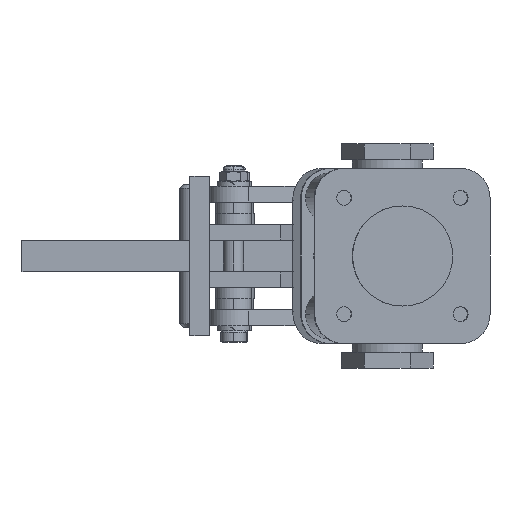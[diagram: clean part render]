
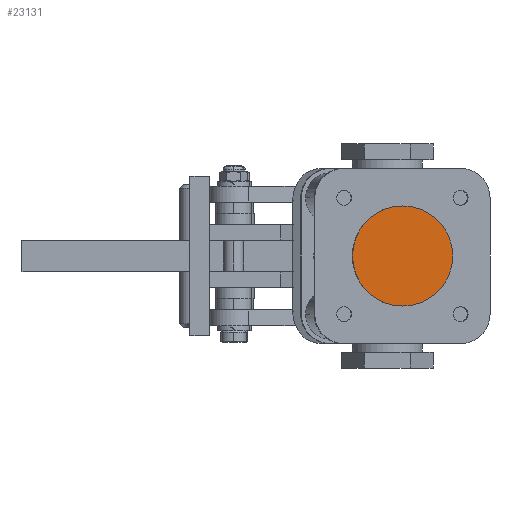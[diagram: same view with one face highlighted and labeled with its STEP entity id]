
A CAD part, front view. The second image highlights one B-rep face of the part: STEP entity #23131.
In plain terms, the highlighted planar face has unit normal (0.026, -1, 0).
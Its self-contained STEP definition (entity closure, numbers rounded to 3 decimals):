
#399 = VERTEX_POINT ( 'NONE', #2762 ) ;
#1675 = CARTESIAN_POINT ( 'NONE',  ( 405.176, -181.221, 0. ) ) ;
#2762 = CARTESIAN_POINT ( 'NONE',  ( 365.19, -182.259, 0. ) ) ;
#3016 = EDGE_CURVE ( 'NONE', #399, #11961, #14271, .T. ) ;
#4754 = EDGE_LOOP ( 'NONE', ( #15226, #17909 ) ) ;
#7862 = DIRECTION ( 'NONE',  ( -0.026, 1., 0. ) ) ;
#8933 = CARTESIAN_POINT ( 'NONE',  ( 385.183, -181.74, 0. ) ) ;
#9504 = AXIS2_PLACEMENT_3D ( 'NONE', #21710, #10022, #23642 ) ;
#10022 = DIRECTION ( 'NONE',  ( -0.026, 1., 0. ) ) ;
#10872 = DIRECTION ( 'NONE',  ( 1., 0.026, 0. ) ) ;
#11719 = PLANE ( 'NONE',  #20082 ) ;
#11961 = VERTEX_POINT ( 'NONE', #1675 ) ;
#12322 = AXIS2_PLACEMENT_3D ( 'NONE', #8933, #22572, #10872 ) ;
#12693 = EDGE_CURVE ( 'NONE', #11961, #399, #19230, .T. ) ;
#14271 = CIRCLE ( 'NONE', #12322, 20. ) ;
#15226 = ORIENTED_EDGE ( 'NONE', *, *, #12693, .F. ) ;
#15623 = CARTESIAN_POINT ( 'NONE',  ( 365.19, -182.259, 0. ) ) ;
#17909 = ORIENTED_EDGE ( 'NONE', *, *, #3016, .F. ) ;
#19230 = CIRCLE ( 'NONE', #9504, 20. ) ;
#20082 = AXIS2_PLACEMENT_3D ( 'NONE', #15623, #7862, #21528 ) ;
#21255 = FACE_OUTER_BOUND ( 'NONE', #4754, .T. ) ;
#21528 = DIRECTION ( 'NONE',  ( -1., -0.026, 0. ) ) ;
#21710 = CARTESIAN_POINT ( 'NONE',  ( 385.183, -181.74, 0. ) ) ;
#22572 = DIRECTION ( 'NONE',  ( -0.026, 1., 0. ) ) ;
#23131 = ADVANCED_FACE ( 'NONE', ( #21255 ), #11719, .F. ) ;
#23642 = DIRECTION ( 'NONE',  ( 1., 0.026, 0. ) ) ;
